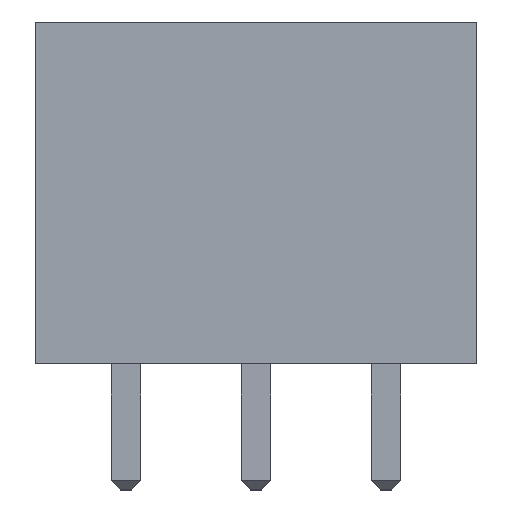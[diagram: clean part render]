
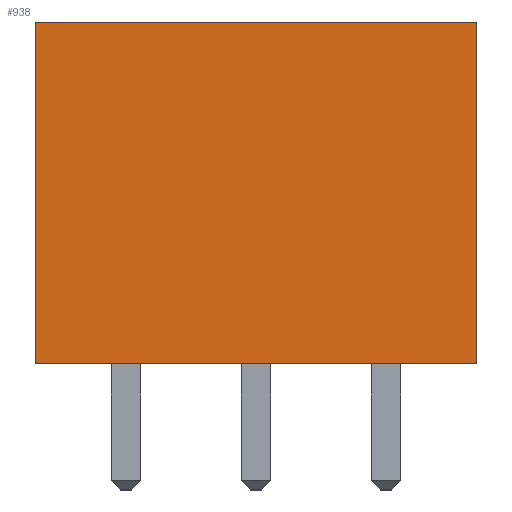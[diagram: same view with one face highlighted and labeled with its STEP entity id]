
A CAD part, top view. The second image highlights one B-rep face of the part: STEP entity #938.
In plain terms, the highlighted planar face has unit normal (0, 0, 1).
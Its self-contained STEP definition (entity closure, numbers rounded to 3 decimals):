
#51 = EDGE_CURVE ( 'NONE', #950, #999, #2820, .T. ) ;
#291 = CARTESIAN_POINT ( 'NONE',  ( -5.95, 9.2, 3.5 ) ) ;
#447 = LINE ( 'NONE', #2972, #2975 ) ;
#474 = ORIENTED_EDGE ( 'NONE', *, *, #2624, .F. ) ;
#519 = DIRECTION ( 'NONE',  ( -1., 0., 0. ) ) ;
#591 = LINE ( 'NONE', #1690, #1822 ) ;
#610 = FACE_OUTER_BOUND ( 'NONE', #2799, .T. ) ;
#643 = VECTOR ( 'NONE', #1555, 1000. ) ;
#739 = VERTEX_POINT ( 'NONE', #1716 ) ;
#776 = PLANE ( 'NONE',  #843 ) ;
#783 = DIRECTION ( 'NONE',  ( 0., -1., 0. ) ) ;
#800 = CARTESIAN_POINT ( 'NONE',  ( 5.95, 0., 3.5 ) ) ;
#843 = AXIS2_PLACEMENT_3D ( 'NONE', #291, #1497, #519 ) ;
#938 = ADVANCED_FACE ( 'NONE', ( #610 ), #776, .F. ) ;
#950 = VERTEX_POINT ( 'NONE', #1515 ) ;
#999 = VERTEX_POINT ( 'NONE', #3030 ) ;
#1418 = DIRECTION ( 'NONE',  ( 1., 0., 0. ) ) ;
#1497 = DIRECTION ( 'NONE',  ( 0., 0., -1. ) ) ;
#1515 = CARTESIAN_POINT ( 'NONE',  ( -5.95, 9.2, 3.5 ) ) ;
#1555 = DIRECTION ( 'NONE',  ( 1., 0., 0. ) ) ;
#1560 = LINE ( 'NONE', #1669, #3049 ) ;
#1669 = CARTESIAN_POINT ( 'NONE',  ( 5.95, 9.2, 3.5 ) ) ;
#1690 = CARTESIAN_POINT ( 'NONE',  ( -5.95, 0., 3.5 ) ) ;
#1716 = CARTESIAN_POINT ( 'NONE',  ( -5.95, 0., 3.5 ) ) ;
#1822 = VECTOR ( 'NONE', #1418, 1000. ) ;
#2400 = EDGE_CURVE ( 'NONE', #739, #2858, #591, .T. ) ;
#2462 = ORIENTED_EDGE ( 'NONE', *, *, #2400, .T. ) ;
#2624 = EDGE_CURVE ( 'NONE', #999, #2858, #1560, .T. ) ;
#2710 = EDGE_CURVE ( 'NONE', #950, #739, #447, .T. ) ;
#2734 = ORIENTED_EDGE ( 'NONE', *, *, #2710, .T. ) ;
#2798 = ORIENTED_EDGE ( 'NONE', *, *, #51, .F. ) ;
#2799 = EDGE_LOOP ( 'NONE', ( #2462, #474, #2798, #2734 ) ) ;
#2820 = LINE ( 'NONE', #3062, #643 ) ;
#2858 = VERTEX_POINT ( 'NONE', #800 ) ;
#2896 = DIRECTION ( 'NONE',  ( 0., -1., 0. ) ) ;
#2972 = CARTESIAN_POINT ( 'NONE',  ( -5.95, 9.2, 3.5 ) ) ;
#2975 = VECTOR ( 'NONE', #783, 1000. ) ;
#3030 = CARTESIAN_POINT ( 'NONE',  ( 5.95, 9.2, 3.5 ) ) ;
#3049 = VECTOR ( 'NONE', #2896, 1000. ) ;
#3062 = CARTESIAN_POINT ( 'NONE',  ( -5.95, 9.2, 3.5 ) ) ;
